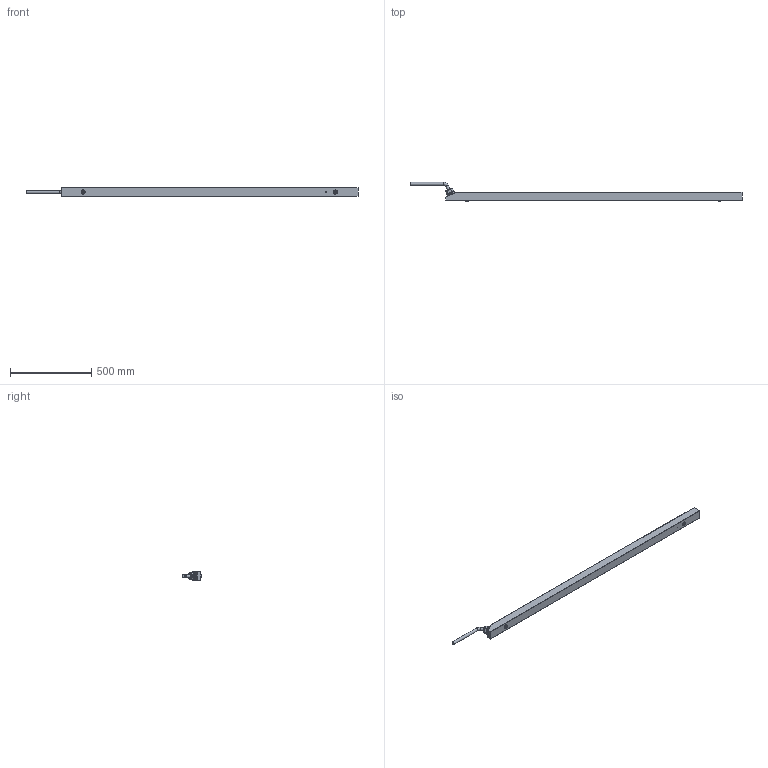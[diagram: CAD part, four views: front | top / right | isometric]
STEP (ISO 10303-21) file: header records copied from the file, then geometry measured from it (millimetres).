
FILE_DESCRIPTION (( 'STEP AP203' ), '1' );
FILE_NAME ('72 NO Cordlok.STEP', '2024-03-14T19:08:41', ( '' ), ( '' ), 'SwSTEP 2.0', 'SolidWorks 2023', '' );
FILE_SCHEMA (( 'CONFIG_CONTROL_DESIGN' ));
Length unit declared in the file: millimetre
Products named in the file (8): self_tapping_sheet_metal_screw_6x375; GLAND_ALL_CONFIGS; PDU_button; 1_72 - NO CORDLOK; 72 NO Cordlok; PDU_Whip_Assy_07C03; PDU_whip_cord_10-4, 3Ft; RDC29NR
Assembly tree (9 placements, depth 3):
  72 NO Cordlok
    1_72 - NO CORDLOK
    PDU_Whip_Assy_07C03
      PDU_whip_cord_10-4, 3Ft
    GLAND_ALL_CONFIGS
      RDC29NR
    PDU_button  x2
    self_tapping_sheet_metal_screw_6x375  x2
Bounding box: 2047.94 x 119.53 x 55.37 mm (x, y, z)
Volume: 5210148.3 mm3; surface area: 428499.8 mm2
Topology: 9 solids, 9 shells, 316 faces, 713 edges, 418 vertices
Faces by surface type: plane 96, cylinder 86, bspline 66, torus 55, cone 13
Full cylindrical faces by diameter (mm): 3.048 x2, 3.05 x1, 3.75 x2, 7.5 x2, 11.836 x2, 14.275 x2, 18.161 x2, 19.8 x1, 25.4 x2, 25.5 x1, 26 x1, 32.639 x1, 32.839 x1, 35.2 x1, 35.4 x1, 37.7 x1, 40.5 x1, 46.2 x1, 47.5 x1
Entity records: 9391 total; most frequent: CARTESIAN_POINT 2943, DIRECTION 1167, ORIENTED_EDGE 1138, EDGE_CURVE 569, AXIS2_PLACEMENT_3D 517, VERTEX_POINT 355, EDGE_LOOP 330, FACE_OUTER_BOUND 303
